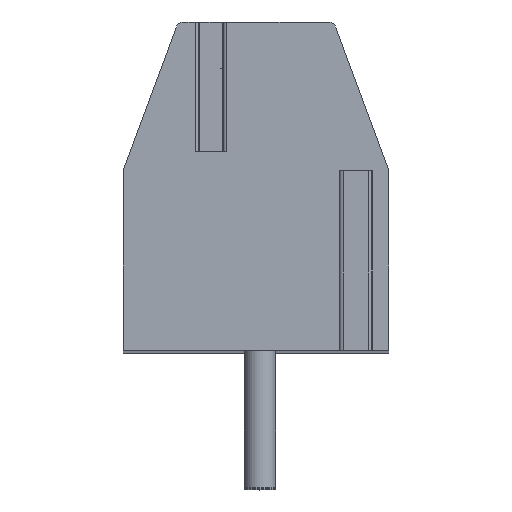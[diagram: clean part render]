
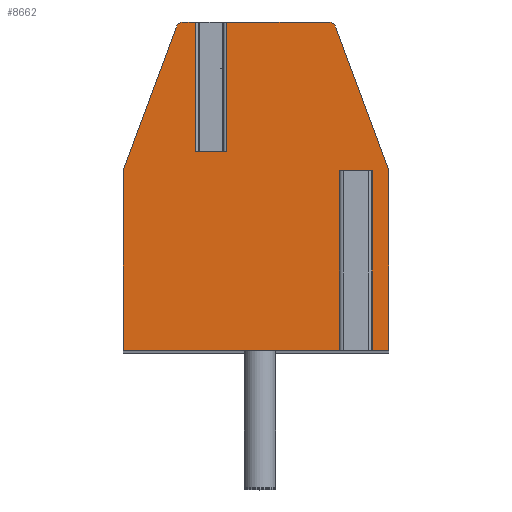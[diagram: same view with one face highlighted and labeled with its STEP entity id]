
A CAD part, top view. The second image highlights one B-rep face of the part: STEP entity #8662.
In plain terms, the highlighted planar face has unit normal (0, 0, 1).
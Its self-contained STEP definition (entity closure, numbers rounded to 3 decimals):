
#1=DIRECTION('',(1.,0.,0.));
#2=VECTOR('',#1,0.796);
#3=CARTESIAN_POINT('',(-1.548,0.9,40.25));
#4=LINE('',#3,#2);
#5=DIRECTION('',(0.,1.,0.));
#6=VECTOR('',#5,3.3);
#7=CARTESIAN_POINT('',(-0.752,0.9,40.25));
#8=LINE('',#7,#6);
#9=DIRECTION('',(-1.,0.,0.));
#10=VECTOR('',#9,2.603);
#11=CARTESIAN_POINT('',(1.851,4.2,40.25));
#12=LINE('',#11,#10);
#13=CARTESIAN_POINT('',(1.851,4.,40.25));
#14=DIRECTION('',(0.,0.,1.));
#15=DIRECTION('',(0.938,0.348,0.));
#16=AXIS2_PLACEMENT_3D('',#13,#14,#15);
#18=DIRECTION('',(-0.348,0.938,0.));
#19=VECTOR('',#18,3.914);
#20=CARTESIAN_POINT('',(3.4,0.4,40.25));
#21=LINE('',#20,#19);
#22=DIRECTION('',(0.,1.,0.));
#23=VECTOR('',#22,4.6);
#24=CARTESIAN_POINT('',(3.4,-4.2,40.25));
#25=LINE('',#24,#23);
#26=DIRECTION('',(1.,0.,0.));
#27=VECTOR('',#26,0.634);
#28=CARTESIAN_POINT('',(2.766,-4.2,40.25));
#29=LINE('',#28,#27);
#30=DIRECTION('',(0.,1.,0.));
#31=VECTOR('',#30,4.6);
#32=CARTESIAN_POINT('',(2.766,-4.2,40.25));
#33=LINE('',#32,#31);
#34=DIRECTION('',(-1.,0.,0.));
#35=VECTOR('',#34,0.43);
#36=CARTESIAN_POINT('',(2.766,0.4,40.25));
#37=LINE('',#36,#35);
#38=DIRECTION('',(0.,1.,0.));
#39=VECTOR('',#38,4.6);
#40=CARTESIAN_POINT('',(2.336,-4.2,40.25));
#41=LINE('',#40,#39);
#42=DIRECTION('',(1.,0.,0.));
#43=VECTOR('',#42,5.736);
#44=CARTESIAN_POINT('',(-3.4,-4.2,40.25));
#45=LINE('',#44,#43);
#46=DIRECTION('',(0.,-1.,0.));
#47=VECTOR('',#46,4.6);
#48=CARTESIAN_POINT('',(-3.4,0.4,40.25));
#49=LINE('',#48,#47);
#50=DIRECTION('',(-0.348,-0.938,0.));
#51=VECTOR('',#50,3.914);
#52=CARTESIAN_POINT('',(-2.038,4.07,40.25));
#53=LINE('',#52,#51);
#54=CARTESIAN_POINT('',(-1.851,4.,40.25));
#55=DIRECTION('',(0.,0.,1.));
#56=DIRECTION('',(0.,1.,0.));
#57=AXIS2_PLACEMENT_3D('',#54,#55,#56);
#59=DIRECTION('',(-1.,0.,0.));
#60=VECTOR('',#59,0.303);
#61=CARTESIAN_POINT('',(-1.548,4.2,40.25));
#62=LINE('',#61,#60);
#63=DIRECTION('',(0.,1.,0.));
#64=VECTOR('',#63,3.3);
#65=CARTESIAN_POINT('',(-1.548,0.9,40.25));
#66=LINE('',#65,#64);
#6761=CARTESIAN_POINT('',(-1.851,4.2,40.25));
#6762=CARTESIAN_POINT('',(-2.038,4.07,40.25));
#6763=VERTEX_POINT('',#6761);
#6764=VERTEX_POINT('',#6762);
#6765=CARTESIAN_POINT('',(-3.4,0.4,40.25));
#6766=VERTEX_POINT('',#6765);
#6767=CARTESIAN_POINT('',(-3.4,-4.2,40.25));
#6768=VERTEX_POINT('',#6767);
#6769=CARTESIAN_POINT('',(3.4,-4.2,40.25));
#6770=CARTESIAN_POINT('',(3.4,0.4,40.25));
#6771=VERTEX_POINT('',#6769);
#6772=VERTEX_POINT('',#6770);
#6773=CARTESIAN_POINT('',(2.038,4.07,40.25));
#6774=VERTEX_POINT('',#6773);
#6775=CARTESIAN_POINT('',(1.851,4.2,40.25));
#6776=VERTEX_POINT('',#6775);
#6817=CARTESIAN_POINT('',(2.766,0.4,40.25));
#6818=CARTESIAN_POINT('',(2.336,0.4,40.25));
#6819=VERTEX_POINT('',#6817);
#6820=VERTEX_POINT('',#6818);
#6821=CARTESIAN_POINT('',(2.336,-4.2,40.25));
#6822=VERTEX_POINT('',#6821);
#6823=CARTESIAN_POINT('',(2.766,-4.2,40.25));
#6824=VERTEX_POINT('',#6823);
#6885=CARTESIAN_POINT('',(-1.548,0.9,40.25));
#6886=CARTESIAN_POINT('',(-0.752,0.9,40.25));
#6887=VERTEX_POINT('',#6885);
#6888=VERTEX_POINT('',#6886);
#6889=CARTESIAN_POINT('',(-1.548,4.2,40.25));
#6890=VERTEX_POINT('',#6889);
#6891=CARTESIAN_POINT('',(-0.752,4.2,40.25));
#6892=VERTEX_POINT('',#6891);
#8623=CARTESIAN_POINT('',(0.,0.,40.25));
#8624=DIRECTION('',(0.,0.,1.));
#8625=DIRECTION('',(1.,0.,0.));
#8626=AXIS2_PLACEMENT_3D('',#8623,#8624,#8625);
#8627=PLANE('',#8626);
#8629=ORIENTED_EDGE('',*,*,#8628,.T.);
#8631=ORIENTED_EDGE('',*,*,#8630,.T.);
#8633=ORIENTED_EDGE('',*,*,#8632,.F.);
#8635=ORIENTED_EDGE('',*,*,#8634,.F.);
#8637=ORIENTED_EDGE('',*,*,#8636,.F.);
#8639=ORIENTED_EDGE('',*,*,#8638,.F.);
#8641=ORIENTED_EDGE('',*,*,#8640,.F.);
#8643=ORIENTED_EDGE('',*,*,#8642,.T.);
#8645=ORIENTED_EDGE('',*,*,#8644,.T.);
#8647=ORIENTED_EDGE('',*,*,#8646,.F.);
#8649=ORIENTED_EDGE('',*,*,#8648,.F.);
#8651=ORIENTED_EDGE('',*,*,#8650,.F.);
#8653=ORIENTED_EDGE('',*,*,#8652,.F.);
#8655=ORIENTED_EDGE('',*,*,#8654,.F.);
#8657=ORIENTED_EDGE('',*,*,#8656,.F.);
#8659=ORIENTED_EDGE('',*,*,#8658,.F.);
#8660=EDGE_LOOP('',(#8629,#8631,#8633,#8635,#8637,#8639,#8641,#8643,#8645,#8647,
#8649,#8651,#8653,#8655,#8657,#8659));
#8661=FACE_OUTER_BOUND('',#8660,.F.);
#8662=ADVANCED_FACE('',(#8661),#8627,.T.);
#17=CIRCLE('',#16,0.2);
#58=CIRCLE('',#57,0.2);
#8628=EDGE_CURVE('',#6887,#6888,#4,.T.);
#8630=EDGE_CURVE('',#6888,#6892,#8,.T.);
#8632=EDGE_CURVE('',#6776,#6892,#12,.T.);
#8634=EDGE_CURVE('',#6774,#6776,#17,.T.);
#8636=EDGE_CURVE('',#6772,#6774,#21,.T.);
#8638=EDGE_CURVE('',#6771,#6772,#25,.T.);
#8640=EDGE_CURVE('',#6824,#6771,#29,.T.);
#8642=EDGE_CURVE('',#6824,#6819,#33,.T.);
#8644=EDGE_CURVE('',#6819,#6820,#37,.T.);
#8646=EDGE_CURVE('',#6822,#6820,#41,.T.);
#8648=EDGE_CURVE('',#6768,#6822,#45,.T.);
#8650=EDGE_CURVE('',#6766,#6768,#49,.T.);
#8652=EDGE_CURVE('',#6764,#6766,#53,.T.);
#8654=EDGE_CURVE('',#6763,#6764,#58,.T.);
#8656=EDGE_CURVE('',#6890,#6763,#62,.T.);
#8658=EDGE_CURVE('',#6887,#6890,#66,.T.);
